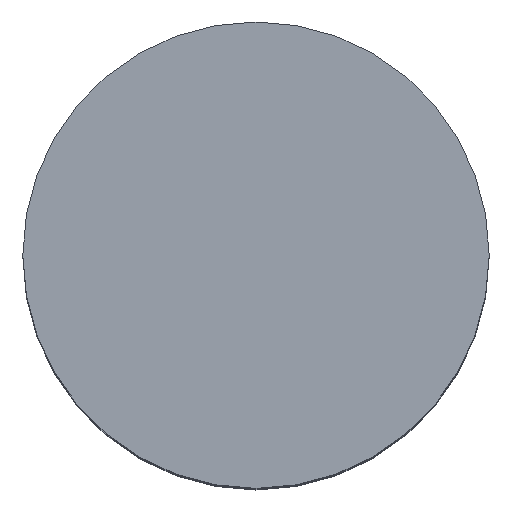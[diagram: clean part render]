
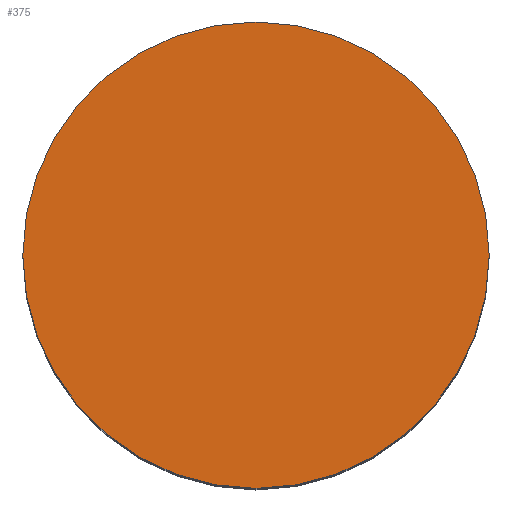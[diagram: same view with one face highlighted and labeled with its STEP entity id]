
A CAD part, top view. The second image highlights one B-rep face of the part: STEP entity #375.
In plain terms, the highlighted planar face has unit normal (0, 0, 1).
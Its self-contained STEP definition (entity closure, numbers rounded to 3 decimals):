
#309 = CYLINDRICAL_SURFACE('',#310,25.);
#310 = AXIS2_PLACEMENT_3D('',#311,#312,#313);
#311 = CARTESIAN_POINT('',(0.,0.,80.));
#312 = DIRECTION('',(0.,0.,1.));
#313 = DIRECTION('',(1.,0.,-0.));
#326 = VERTEX_POINT('',#327);
#327 = CARTESIAN_POINT('',(25.,0.,100.));
#348 = EDGE_CURVE('',#326,#326,#349,.T.);
#349 = SURFACE_CURVE('',#350,(#355,#362),.PCURVE_S1.);
#350 = CIRCLE('',#351,25.);
#351 = AXIS2_PLACEMENT_3D('',#352,#353,#354);
#352 = CARTESIAN_POINT('',(0.,0.,100.));
#353 = DIRECTION('',(0.,0.,1.));
#354 = DIRECTION('',(1.,0.,-0.));
#355 = PCURVE('',#309,#356);
#356 = DEFINITIONAL_REPRESENTATION('',(#357),#361);
#357 = LINE('',#358,#359);
#358 = CARTESIAN_POINT('',(0.,20.));
#359 = VECTOR('',#360,1.);
#360 = DIRECTION('',(1.,0.));
#361 = ( GEOMETRIC_REPRESENTATION_CONTEXT(2) 
PARAMETRIC_REPRESENTATION_CONTEXT() REPRESENTATION_CONTEXT('2D SPACE',''
  ) );
#362 = PCURVE('',#363,#368);
#363 = PLANE('',#364);
#364 = AXIS2_PLACEMENT_3D('',#365,#366,#367);
#365 = CARTESIAN_POINT('',(0.,0.,100.));
#366 = DIRECTION('',(0.,0.,1.));
#367 = DIRECTION('',(1.,0.,-0.));
#368 = DEFINITIONAL_REPRESENTATION('',(#369),#373);
#369 = CIRCLE('',#370,25.);
#370 = AXIS2_PLACEMENT_2D('',#371,#372);
#371 = CARTESIAN_POINT('',(0.,0.));
#372 = DIRECTION('',(1.,0.));
#373 = ( GEOMETRIC_REPRESENTATION_CONTEXT(2) 
PARAMETRIC_REPRESENTATION_CONTEXT() REPRESENTATION_CONTEXT('2D SPACE',''
  ) );
#375 = ADVANCED_FACE('',(#376),#363,.T.);
#376 = FACE_BOUND('',#377,.T.);
#377 = EDGE_LOOP('',(#378));
#378 = ORIENTED_EDGE('',*,*,#348,.T.);
